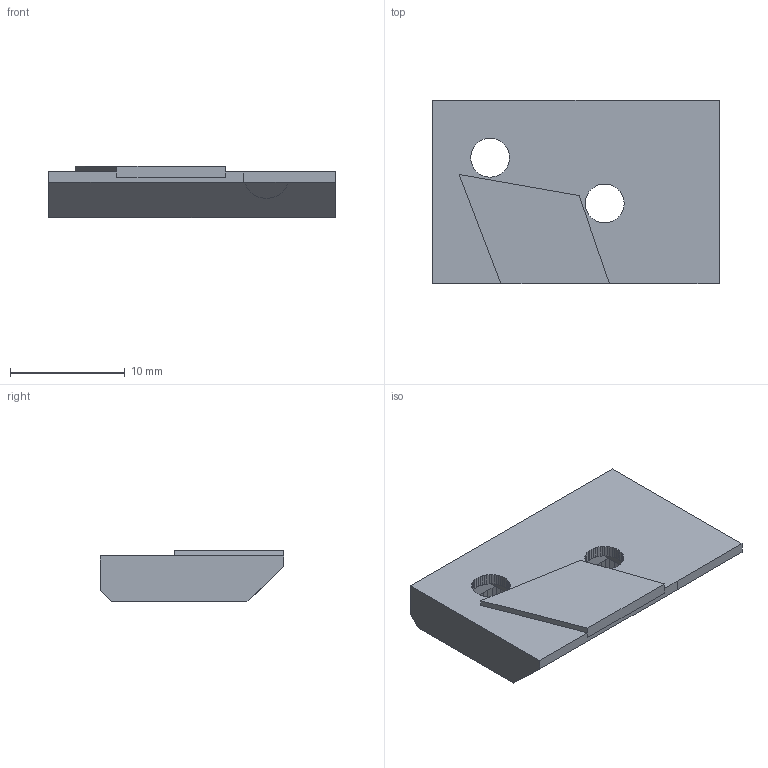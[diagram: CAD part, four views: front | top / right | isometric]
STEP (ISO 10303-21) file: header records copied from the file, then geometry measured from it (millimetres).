
FILE_DESCRIPTION(('FreeCAD Model'),'2;1');
FILE_NAME('mmu-blade-holder.step', '2020-03-10T13:30:06',('Author'),(''), 'Open CASCADE STEP processor 7.3','FreeCAD','Unknown');
FILE_SCHEMA(('AUTOMOTIVE_DESIGN { 1 0 10303 214 1 1 1 1 }'));
Length unit declared in the file: millimetre
Products named in the file (1): difference003
Bounding box: 25 x 16 x 4.5 mm (x, y, z)
Volume: 1335.5 mm3; surface area: 1169.8 mm2
Topology: 1 solids, 1 shells, 235 faces, 713 edges, 480 vertices
Faces by surface type: plane 235
Entity records: 17948 total; most frequent: CARTESIAN_POINT 4004, DIRECTION 1624, ORIENTED_EDGE 1426, PCURVE 1426, DEFINITIONAL_REPRESENTATION 1426, LINE 1152, VECTOR 1152, B_SPLINE_CURVE_WITH_KNOTS 987
